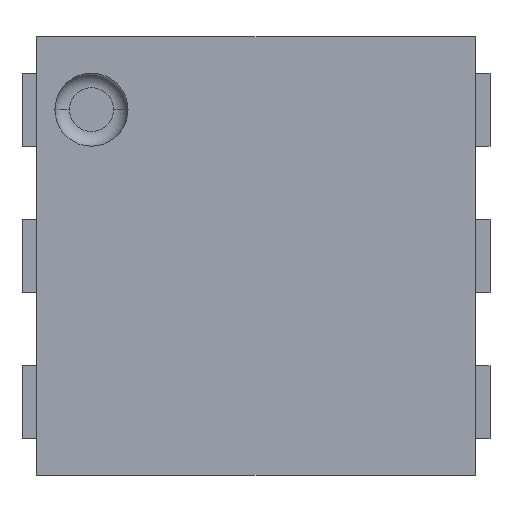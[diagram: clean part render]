
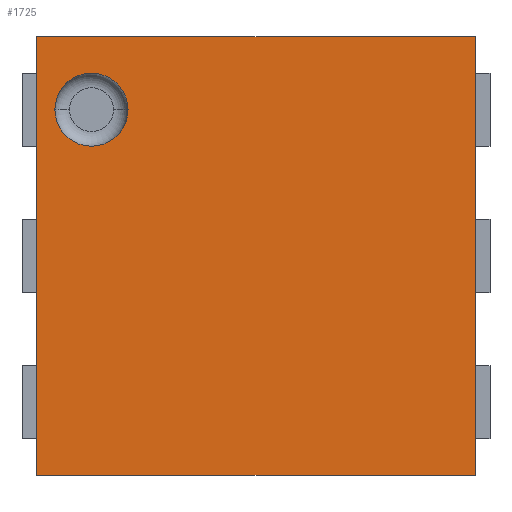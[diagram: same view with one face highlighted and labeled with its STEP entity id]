
A CAD part, top view. The second image highlights one B-rep face of the part: STEP entity #1725.
In plain terms, the highlighted planar face has unit normal (0, 0, 1).
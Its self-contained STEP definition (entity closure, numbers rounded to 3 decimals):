
#1547 = CARTESIAN_POINT ( 'NONE',  ( -0.438, 0.5, 0.45 ) ) ;
#1548 = VERTEX_POINT ( 'NONE', #1547 ) ;
#1556 = CARTESIAN_POINT ( 'NONE',  ( -0.688, 0.5, 0.45 ) ) ;
#1557 = VERTEX_POINT ( 'NONE', #1556 ) ;
#1558 = CARTESIAN_POINT ( 'NONE',  ( -0.563, 0.5, 0.45 ) ) ;
#1559 = DIRECTION ( 'NONE',  ( 0., 0., 1. ) ) ;
#1560 = DIRECTION ( 'NONE',  ( -1., 0., 0. ) ) ;
#1561 = AXIS2_PLACEMENT_3D ( 'NONE', #1558, #1559, #1560 ) ;
#1562 = CIRCLE ( 'NONE', #1561, 0.125) ;
#1563 = EDGE_CURVE ( 'NONE', #1548, #1557, #1562, .T. ) ;
#1590 = CARTESIAN_POINT ( 'NONE',  ( -0.75, 0.75, 0.45 ) ) ;
#1591 = VERTEX_POINT ( 'NONE', #1590 ) ;
#1598 = CARTESIAN_POINT ( 'NONE',  ( 0.75, 0.75, 0.45 ) ) ;
#1599 = VERTEX_POINT ( 'NONE', #1598 ) ;
#1600 = CARTESIAN_POINT ( 'NONE',  ( -0.75, 0.75, 0.45 ) ) ;
#1601 = DIRECTION ( 'NONE',  ( -1., 0., 0. ) ) ;
#1602 = VECTOR ( 'NONE', #1601, 1000. ) ;
#1603 = LINE ( 'NONE', #1600, #1602 ) ;
#1604 = EDGE_CURVE ( 'NONE', #1599, #1591, #1603, .T. ) ;
#1628 = CARTESIAN_POINT ( 'NONE',  ( -0.75, -0.75, 0.45 ) ) ;
#1629 = VERTEX_POINT ( 'NONE', #1628 ) ;
#1636 = CARTESIAN_POINT ( 'NONE',  ( -0.75, -0.75, 0.45 ) ) ;
#1637 = DIRECTION ( 'NONE',  ( 0., -1., 0. ) ) ;
#1638 = VECTOR ( 'NONE', #1637, 1000. ) ;
#1639 = LINE ( 'NONE', #1636, #1638 ) ;
#1640 = EDGE_CURVE ( 'NONE', #1591, #1629, #1639, .T. ) ;
#1659 = CARTESIAN_POINT ( 'NONE',  ( 0.75, -0.75, 0.45 ) ) ;
#1660 = VERTEX_POINT ( 'NONE', #1659 ) ;
#1667 = CARTESIAN_POINT ( 'NONE',  ( -0.75, -0.75, 0.45 ) ) ;
#1668 = DIRECTION ( 'NONE',  ( 1., 0., 0. ) ) ;
#1669 = VECTOR ( 'NONE', #1668, 1000. ) ;
#1670 = LINE ( 'NONE', #1667, #1669 ) ;
#1671 = EDGE_CURVE ( 'NONE', #1629, #1660, #1670, .T. ) ;
#1689 = CARTESIAN_POINT ( 'NONE',  ( 0.75, -0.75, 0.45 ) ) ;
#1690 = DIRECTION ( 'NONE',  ( 0., 1., 0. ) ) ;
#1691 = VECTOR ( 'NONE', #1690, 1000. ) ;
#1692 = LINE ( 'NONE', #1689, #1691 ) ;
#1693 = EDGE_CURVE ( 'NONE', #1660, #1599, #1692, .T. ) ;
#1704 = CARTESIAN_POINT ( 'NONE',  ( -0.563, 0.5, 0.45 ) ) ;
#1705 = DIRECTION ( 'NONE',  ( 0., 0., 1. ) ) ;
#1706 = DIRECTION ( 'NONE',  ( -1., 0., 0. ) ) ;
#1707 = AXIS2_PLACEMENT_3D ( 'NONE', #1704, #1705, #1706 ) ;
#1708 = CIRCLE ( 'NONE', #1707, 0.125) ;
#1709 = EDGE_CURVE ( 'NONE', #1557, #1548, #1708, .T. ) ;
#1710 = ORIENTED_EDGE ( 'NONE', *, *, #1709, .F. ) ;
#1711 = ORIENTED_EDGE ( 'NONE', *, *, #1563, .F. ) ;
#1712 = EDGE_LOOP ( 'NONE', ( #1710, #1711 ) ) ;
#1713 = FACE_BOUND ( 'NONE', #1712, .T. ) ;
#1714 = ORIENTED_EDGE ( 'NONE', *, *, #1604, .T. ) ;
#1715 = ORIENTED_EDGE ( 'NONE', *, *, #1640, .T. ) ;
#1716 = ORIENTED_EDGE ( 'NONE', *, *, #1671, .T. ) ;
#1717 = ORIENTED_EDGE ( 'NONE', *, *, #1693, .T. ) ;
#1718 = EDGE_LOOP ( 'NONE', ( #1714, #1715, #1716, #1717 ) ) ;
#1719 = FACE_OUTER_BOUND ( 'NONE', #1718, .T. ) ;
#1720 = CARTESIAN_POINT ( 'NONE',  ( 0., 0., 0.45 ) ) ;
#1721 = DIRECTION ( 'NONE',  ( 0., 0., 1. ) ) ;
#1722 = DIRECTION ( 'NONE',  ( -1., 0., 0. ) ) ;
#1723 = AXIS2_PLACEMENT_3D ( 'NONE', #1720, #1721, #1722 ) ;
#1724 = PLANE ( 'NONE', #1723 ) ;
#1725 = ADVANCED_FACE ( 'NONE', ( #1713, #1719 ), #1724, .T. ) ;
